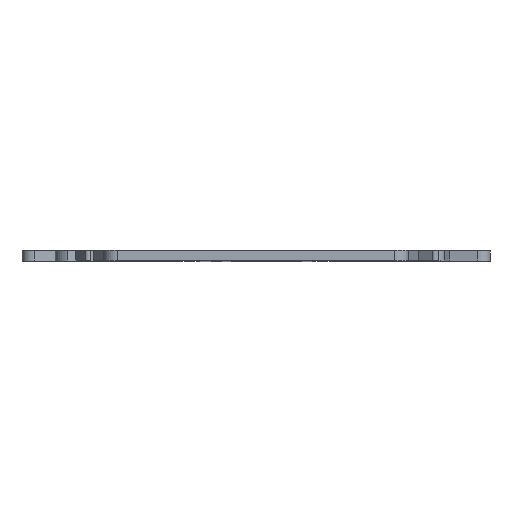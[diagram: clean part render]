
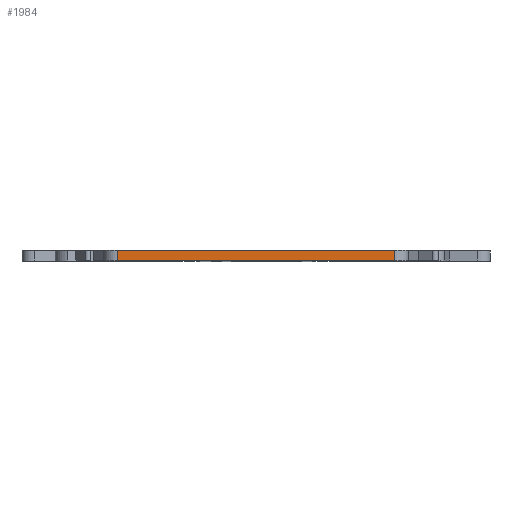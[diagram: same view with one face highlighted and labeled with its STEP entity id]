
A CAD part, top view. The second image highlights one B-rep face of the part: STEP entity #1984.
In plain terms, the highlighted planar face has unit normal (0, 0, 1).
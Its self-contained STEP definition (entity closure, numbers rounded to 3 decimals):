
#30 = EDGE_LOOP ( 'NONE', ( #4465, #2997, #3962, #5058 ) ) ;
#133 = DIRECTION ( 'NONE',  ( 0., -1., 0. ) ) ;
#154 = AXIS2_PLACEMENT_3D ( 'NONE', #6440, #6389, #2616 ) ;
#166 = CARTESIAN_POINT ( 'NONE',  ( -40., 0., 78. ) ) ;
#603 = CARTESIAN_POINT ( 'NONE',  ( -40., 3., 78. ) ) ;
#1141 = DIRECTION ( 'NONE',  ( 0., -1., 0. ) ) ;
#1913 = EDGE_CURVE ( 'NONE', #5544, #4518, #4845, .T. ) ;
#1984 = ADVANCED_FACE ( 'NONE', ( #2564 ), #3359, .T. ) ;
#2292 = CARTESIAN_POINT ( 'NONE',  ( 40., 0., 78. ) ) ;
#2564 = FACE_OUTER_BOUND ( 'NONE', #30, .T. ) ;
#2616 = DIRECTION ( 'NONE',  ( 1., 0., 0. ) ) ;
#2997 = ORIENTED_EDGE ( 'NONE', *, *, #8519, .F. ) ;
#3113 = CARTESIAN_POINT ( 'NONE',  ( 40., 3., 78. ) ) ;
#3359 = PLANE ( 'NONE',  #154 ) ;
#3962 = ORIENTED_EDGE ( 'NONE', *, *, #8451, .T. ) ;
#4098 = VECTOR ( 'NONE', #1141, 1000. ) ;
#4131 = CARTESIAN_POINT ( 'NONE',  ( 40., 3., 78. ) ) ;
#4427 = CARTESIAN_POINT ( 'NONE',  ( -40., 3., 78. ) ) ;
#4465 = ORIENTED_EDGE ( 'NONE', *, *, #1913, .F. ) ;
#4518 = VERTEX_POINT ( 'NONE', #6112 ) ;
#4592 = EDGE_CURVE ( 'NONE', #7421, #4518, #6957, .T. ) ;
#4845 = LINE ( 'NONE', #166, #5401 ) ;
#5058 = ORIENTED_EDGE ( 'NONE', *, *, #4592, .T. ) ;
#5401 = VECTOR ( 'NONE', #5595, 1000. ) ;
#5465 = CARTESIAN_POINT ( 'NONE',  ( -40., 3., 78. ) ) ;
#5544 = VERTEX_POINT ( 'NONE', #2292 ) ;
#5595 = DIRECTION ( 'NONE',  ( -1., 0., 0. ) ) ;
#6000 = VERTEX_POINT ( 'NONE', #3113 ) ;
#6112 = CARTESIAN_POINT ( 'NONE',  ( -40., 0., 78. ) ) ;
#6389 = DIRECTION ( 'NONE',  ( 0., 0., 1. ) ) ;
#6413 = LINE ( 'NONE', #4427, #7104 ) ;
#6440 = CARTESIAN_POINT ( 'NONE',  ( -40., 3., 78. ) ) ;
#6957 = LINE ( 'NONE', #5465, #8594 ) ;
#7104 = VECTOR ( 'NONE', #9448, 1000. ) ;
#7421 = VERTEX_POINT ( 'NONE', #603 ) ;
#8451 = EDGE_CURVE ( 'NONE', #6000, #7421, #6413, .T. ) ;
#8519 = EDGE_CURVE ( 'NONE', #6000, #5544, #8945, .T. ) ;
#8594 = VECTOR ( 'NONE', #133, 1000. ) ;
#8945 = LINE ( 'NONE', #4131, #4098 ) ;
#9448 = DIRECTION ( 'NONE',  ( -1., 0., 0. ) ) ;
